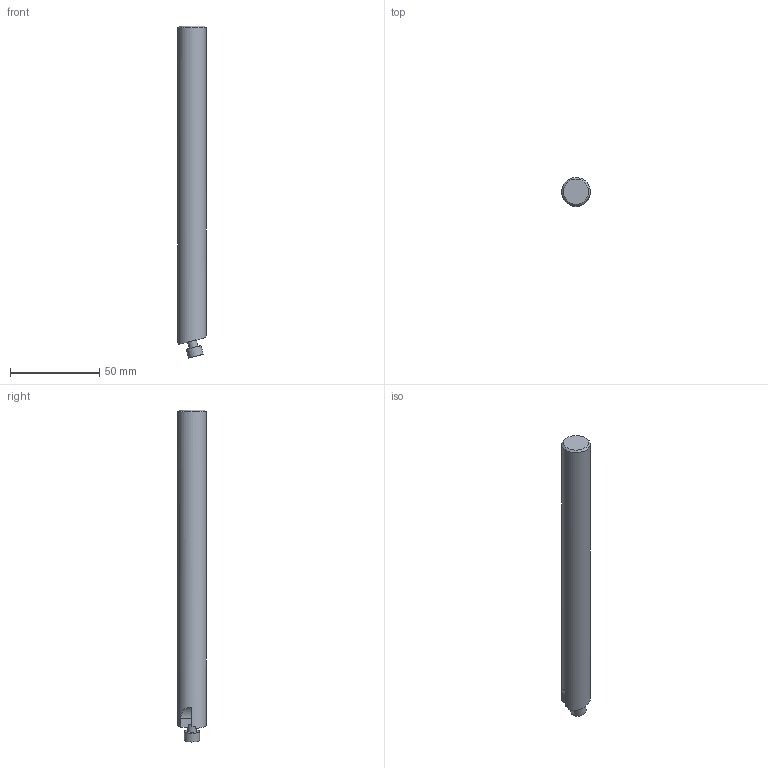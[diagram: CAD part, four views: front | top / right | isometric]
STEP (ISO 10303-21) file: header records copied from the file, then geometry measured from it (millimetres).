
FILE_DESCRIPTION((''),'1');
FILE_NAME('ST16W-AJ1-160.stp','2022-09-27T07:47:55',(''),(''),'Spatial Interop R21 SP3','Kubotek KeyCreator 2011 V10.0.2 (22737)',' ');
FILE_SCHEMA(('automotive_design'));
Length unit declared in the file: millimetre
Products named in the file (2): 240[2]
Bounding box: 16 x 16 x 185.61 mm (x, y, z)
Volume: 35525.4 mm3; surface area: 9789.4 mm2
Topology: 2 solids, 2 shells, 28 faces, 66 edges, 45 vertices
Faces by surface type: plane 17, cylinder 8, cone 3
Full cylindrical faces by diameter (mm): 4.2 x2, 5 x2, 6 x1, 8.5 x1, 16 x1
Entity records: 1372 total; most frequent: CARTESIAN_POINT 188, DIRECTION 121, PRESENTATION_STYLE_ASSIGNMENT 107, COLOUR_RGB 107, ORIENTED_EDGE 94, STYLED_ITEM 77, CURVE_STYLE 77, DRAUGHTING_PRE_DEFINED_CURVE_FONT 77
